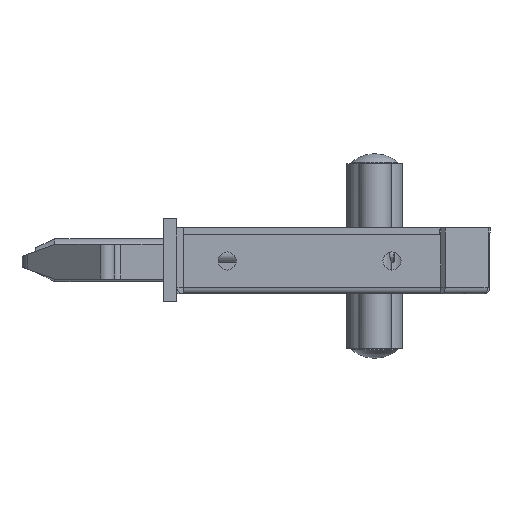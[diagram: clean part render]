
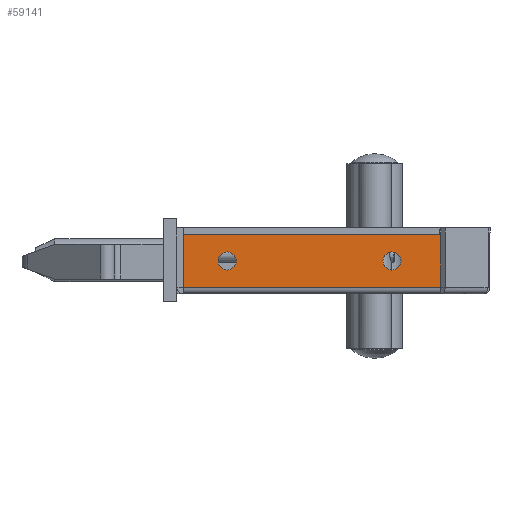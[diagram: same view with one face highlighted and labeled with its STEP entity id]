
A CAD part, front view. The second image highlights one B-rep face of the part: STEP entity #59141.
In plain terms, the highlighted planar face has unit normal (0, -1, 0).
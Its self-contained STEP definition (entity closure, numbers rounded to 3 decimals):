
#540=CIRCLE('',#62743,2.75);
#542=CIRCLE('',#62746,2.75);
#1177=FACE_BOUND('',#7342,.T.);
#1178=FACE_BOUND('',#7343,.T.);
#1338=PLANE('',#62921);
#4128=FACE_OUTER_BOUND('',#7341,.T.);
#7341=EDGE_LOOP('',(#42710,#42711,#42712,#42713));
#7342=EDGE_LOOP('',(#42714));
#7343=EDGE_LOOP('',(#42715));
#10707=LINE('',#82919,#18739);
#10710=LINE('',#82925,#18742);
#10713=LINE('',#82931,#18745);
#10714=LINE('',#82932,#18746);
#18739=VECTOR('',#66991,10.);
#18742=VECTOR('',#66996,10.);
#18745=VECTOR('',#67001,10.);
#18746=VECTOR('',#67002,0.88);
#27113=VERTEX_POINT('',#82505);
#27115=VERTEX_POINT('',#82511);
#27239=VERTEX_POINT('',#82916);
#27240=VERTEX_POINT('',#82918);
#27242=VERTEX_POINT('',#82924);
#27244=VERTEX_POINT('',#82930);
#33158=EDGE_CURVE('',#27113,#27113,#540,.T.);
#33161=EDGE_CURVE('',#27115,#27115,#542,.T.);
#33362=EDGE_CURVE('',#27239,#27240,#10707,.T.);
#33365=EDGE_CURVE('',#27242,#27240,#10710,.T.);
#33368=EDGE_CURVE('',#27239,#27244,#10713,.T.);
#33369=EDGE_CURVE('',#27244,#27242,#10714,.T.);
#42710=ORIENTED_EDGE('',*,*,#33362,.F.);
#42711=ORIENTED_EDGE('',*,*,#33368,.T.);
#42712=ORIENTED_EDGE('',*,*,#33369,.T.);
#42713=ORIENTED_EDGE('',*,*,#33365,.T.);
#42714=ORIENTED_EDGE('',*,*,#33158,.T.);
#42715=ORIENTED_EDGE('',*,*,#33161,.T.);
#59141=ADVANCED_FACE('',(#4128,#1177,#1178),#1338,.F.);
#62743=AXIS2_PLACEMENT_3D('',#82506,#66528,#66529);
#62746=AXIS2_PLACEMENT_3D('',#82512,#66535,#66536);
#62921=AXIS2_PLACEMENT_3D('',#82929,#66999,#67000);
#66528=DIRECTION('center_axis',(0.,1.,0.));
#66529=DIRECTION('ref_axis',(-1.,0.,0.));
#66535=DIRECTION('center_axis',(0.,1.,0.));
#66536=DIRECTION('ref_axis',(-1.,0.,0.));
#66991=DIRECTION('',(0.,0.,1.));
#66996=DIRECTION('',(-1.,0.,0.));
#66999=DIRECTION('center_axis',(0.,1.,0.));
#67000=DIRECTION('ref_axis',(1.,0.,0.));
#67001=DIRECTION('',(1.,0.,0.));
#67002=DIRECTION('',(0.,0.,1.));
#82505=CARTESIAN_POINT('',(66.,-2.,8.));
#82506=CARTESIAN_POINT('Origin',(63.25,-2.,8.));
#82511=CARTESIAN_POINT('',(16.,-2.,8.));
#82512=CARTESIAN_POINT('Origin',(13.25,-2.,8.));
#82916=CARTESIAN_POINT('',(0.01,-2.,0.));
#82918=CARTESIAN_POINT('',(0.01,-2.,16.));
#82919=CARTESIAN_POINT('',(0.01,-2.,7.654));
#82924=CARTESIAN_POINT('',(78.,-2.,16.));
#82925=CARTESIAN_POINT('',(78.,-2.,16.));
#82929=CARTESIAN_POINT('Origin',(39.,-2.,7.309));
#82930=CARTESIAN_POINT('',(78.,-2.,0.));
#82931=CARTESIAN_POINT('',(39.,-2.,0.));
#82932=CARTESIAN_POINT('',(78.,-2.,-2.765));
